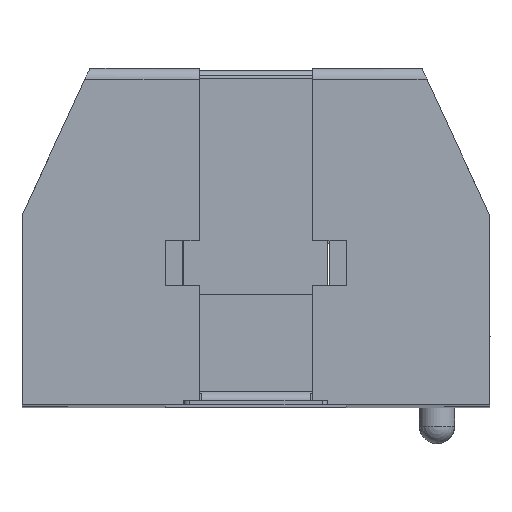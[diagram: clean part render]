
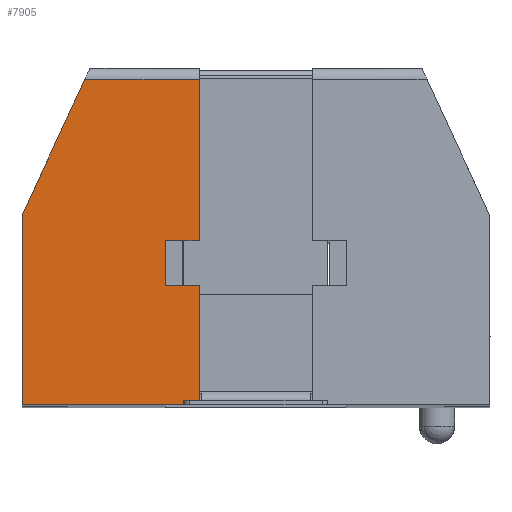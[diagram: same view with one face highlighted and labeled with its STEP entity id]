
A CAD part, top view. The second image highlights one B-rep face of the part: STEP entity #7905.
In plain terms, the highlighted planar face has unit normal (0, 0, 1).
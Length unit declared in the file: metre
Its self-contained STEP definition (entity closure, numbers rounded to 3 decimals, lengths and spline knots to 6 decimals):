
#418=PLANE('',#9597);
#1005=LINE('',#14043,#1771);
#1008=LINE('',#14049,#1774);
#1014=LINE('',#14061,#1780);
#1078=LINE('',#14192,#1844);
#1083=LINE('',#14208,#1849);
#1146=LINE('',#14363,#1912);
#1147=LINE('',#14365,#1913);
#1148=LINE('',#14367,#1914);
#1149=LINE('',#14369,#1915);
#1771=VECTOR('',#11233,1.);
#1774=VECTOR('',#11238,1.);
#1780=VECTOR('',#11246,1.);
#1844=VECTOR('',#11350,1.);
#1849=VECTOR('',#11365,1.);
#1912=VECTOR('',#11494,1.);
#1913=VECTOR('',#11495,1.);
#1914=VECTOR('',#11496,1.);
#1915=VECTOR('',#11497,1.);
#3808=ORIENTED_EDGE('',*,*,#5318,.T.);
#3809=ORIENTED_EDGE('',*,*,#5169,.F.);
#3810=ORIENTED_EDGE('',*,*,#5160,.F.);
#3811=ORIENTED_EDGE('',*,*,#5163,.F.);
#3812=ORIENTED_EDGE('',*,*,#5233,.T.);
#3813=ORIENTED_EDGE('',*,*,#5241,.T.);
#3814=ORIENTED_EDGE('',*,*,#5319,.T.);
#3815=ORIENTED_EDGE('',*,*,#5320,.T.);
#3816=ORIENTED_EDGE('',*,*,#5321,.T.);
#5160=EDGE_CURVE('',#6006,#6007,#1005,.T.);
#5163=EDGE_CURVE('',#6008,#6006,#1008,.T.);
#5169=EDGE_CURVE('',#6007,#6013,#1014,.T.);
#5233=EDGE_CURVE('',#6008,#6060,#1078,.T.);
#5241=EDGE_CURVE('',#6060,#6065,#1083,.T.);
#5318=EDGE_CURVE('',#6125,#6013,#1146,.T.);
#5319=EDGE_CURVE('',#6065,#6126,#1147,.T.);
#5320=EDGE_CURVE('',#6126,#6127,#1148,.T.);
#5321=EDGE_CURVE('',#6127,#6125,#1149,.T.);
#6006=VERTEX_POINT('',#14044);
#6007=VERTEX_POINT('',#14045);
#6008=VERTEX_POINT('',#14050);
#6013=VERTEX_POINT('',#14062);
#6060=VERTEX_POINT('',#14193);
#6065=VERTEX_POINT('',#14207);
#6125=VERTEX_POINT('',#14364);
#6126=VERTEX_POINT('',#14366);
#6127=VERTEX_POINT('',#14368);
#6772=EDGE_LOOP('',(#3808,#3809,#3810,#3811,#3812,#3813,#3814,#3815,#3816));
#7209=FACE_BOUND('',#6772,.T.);
#7905=ADVANCED_FACE('',(#7209),#418,.F.);
#9597=AXIS2_PLACEMENT_3D('',#14362,#11492,#11493);
#11233=DIRECTION('',(0.,-1.,0.));
#11238=DIRECTION('',(-1.,0.,0.));
#11246=DIRECTION('',(1.,0.,0.));
#11350=DIRECTION('',(0.,1.,0.));
#11365=DIRECTION('',(-1.,0.,0.));
#11492=DIRECTION('',(0.,0.,-1.));
#11493=DIRECTION('',(0.,1.,0.));
#11494=DIRECTION('',(0.,1.,0.));
#11495=DIRECTION('',(-0.419,-0.908,0.));
#11496=DIRECTION('',(0.,-1.,0.));
#11497=DIRECTION('',(1.,0.,0.));
#14043=CARTESIAN_POINT('',(-0.004,0.007354,0.038525));
#14044=CARTESIAN_POINT('',(-0.004,0.007354,0.038525));
#14045=CARTESIAN_POINT('',(-0.004,0.005354,0.038525));
#14049=CARTESIAN_POINT('',(-0.004,0.007354,0.038525));
#14050=CARTESIAN_POINT('',(-0.0025,0.007354,0.038525));
#14061=CARTESIAN_POINT('',(-0.004,0.005354,0.038525));
#14062=CARTESIAN_POINT('',(-0.0025,0.005354,0.038525));
#14192=CARTESIAN_POINT('',(-0.0025,-0.00004,0.038525));
#14193=CARTESIAN_POINT('',(-0.0025,0.01446,0.038525));
#14207=CARTESIAN_POINT('',(-0.007556,0.01446,0.038525));
#14208=CARTESIAN_POINT('',(-0.007325,0.01446,0.038525));
#14362=CARTESIAN_POINT('',(-0.010325,0.01496,0.038525));
#14363=CARTESIAN_POINT('',(-0.0025,-0.00004,0.038525));
#14364=CARTESIAN_POINT('',(-0.0025,0.0001,0.038525));
#14365=CARTESIAN_POINT('',(-0.007325,0.01496,0.038525));
#14366=CARTESIAN_POINT('',(-0.010325,0.00846,0.038525));
#14367=CARTESIAN_POINT('',(-0.010325,0.01496,0.038525));
#14368=CARTESIAN_POINT('',(-0.010325,0.0001,0.038525));
#14369=CARTESIAN_POINT('',(-0.010325,0.0001,0.038525));
